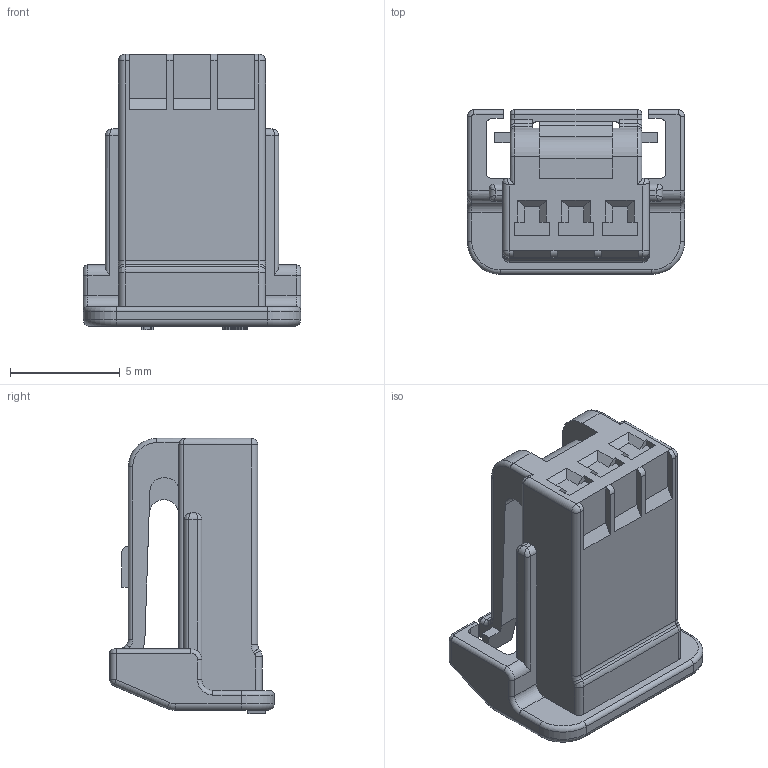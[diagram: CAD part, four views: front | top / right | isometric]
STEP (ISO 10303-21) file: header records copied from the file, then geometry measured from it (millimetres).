
FILE_DESCRIPTION((''),'2;1');
FILE_NAME('P_KH1200015_D','2016-08-05T',('Personal'),(''),'PRO/ENGINEER BY PARAMETRIC TECHNOLOGY CORPORATION, 2011080','PRO/ENGINEER BY PARAMETRIC TECHNOLOGY CORPORATION, 2011080','');
FILE_SCHEMA(('CONFIG_CONTROL_DESIGN'));
Length unit declared in the file: millimetre
Products named in the file (1): P_KH1200015_D
Bounding box: 9.9 x 7.5 x 12.55 mm (x, y, z)
Volume: 388.4 mm3; surface area: 581.3 mm2
Topology: 1 solids, 1 shells, 332 faces, 868 edges, 538 vertices
Faces by surface type: plane 194, cylinder 94, torus 22, bspline 14, sphere 8
Entity records: 10450 total; most frequent: CARTESIAN_POINT 2282, ORIENTED_EDGE 1720, DIRECTION 1665, EDGE_CURVE 860, VECTOR 625, LINE 625, VERTEX_POINT 538, AXIS2_PLACEMENT_3D 520
